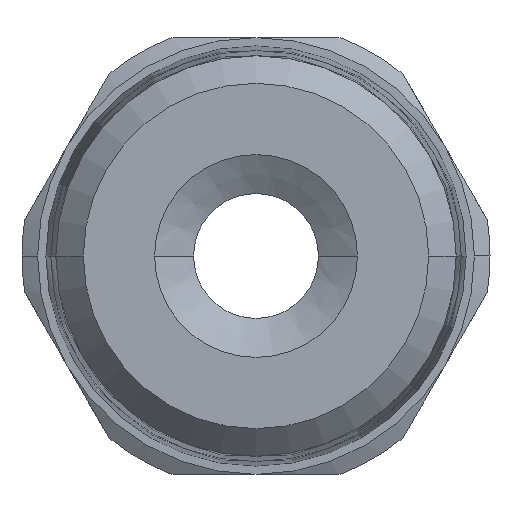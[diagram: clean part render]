
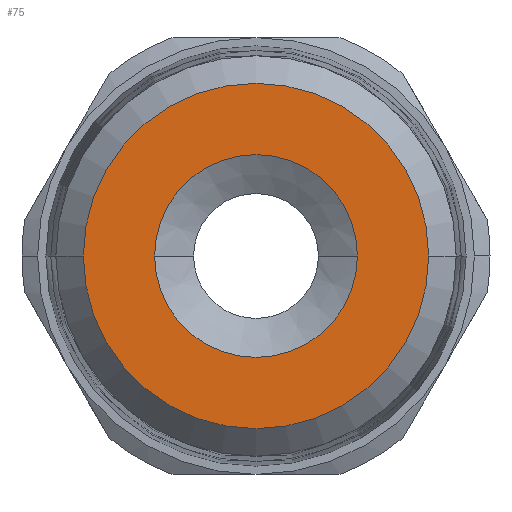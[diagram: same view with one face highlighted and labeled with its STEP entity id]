
A CAD part, left-side view. The second image highlights one B-rep face of the part: STEP entity #75.
In plain terms, the highlighted planar face has unit normal (-1, 0, 0).
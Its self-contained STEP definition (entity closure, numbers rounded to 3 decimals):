
#75=ADVANCED_FACE('',(#171,#172),#173,.T.);
#171=FACE_BOUND('',#305,.T.);
#172=FACE_OUTER_BOUND('',#306,.T.);
#173=PLANE('',#307);
#305=EDGE_LOOP('',(#589,#590));
#306=EDGE_LOOP('',(#591,#592));
#307=AXIS2_PLACEMENT_3D('',#593,#594,#595);
#589=ORIENTED_EDGE('',*,*,#944,.T.);
#590=ORIENTED_EDGE('',*,*,#943,.T.);
#591=ORIENTED_EDGE('',*,*,#925,.F.);
#592=ORIENTED_EDGE('',*,*,#953,.F.);
#593=CARTESIAN_POINT('',(-35.0,-2.767,0.0));
#594=DIRECTION('',(-1.0,0.,-0.0));
#595=DIRECTION('',(0.,1.0,0.0));
#925=EDGE_CURVE('',#1118,#1121,#1122,.T.);
#943=EDGE_CURVE('',#1150,#1152,#1154,.T.);
#944=EDGE_CURVE('',#1152,#1150,#1155,.T.);
#953=EDGE_CURVE('',#1121,#1118,#1164,.T.);
#1118=VERTEX_POINT('',#1420);
#1121=VERTEX_POINT('',#1424);
#1122=CIRCLE('',#1425,5.535);
#1150=VERTEX_POINT('',#1461);
#1152=VERTEX_POINT('',#1464);
#1154=CIRCLE('',#1467,3.25);
#1155=CIRCLE('',#1468,3.25);
#1164=CIRCLE('',#1477,5.535);
#1420=CARTESIAN_POINT('',(-35.0,-5.535,0.0));
#1424=CARTESIAN_POINT('',(-35.0,5.535,0.));
#1425=AXIS2_PLACEMENT_3D('',#1919,#1920,#1921);
#1461=CARTESIAN_POINT('',(-35.0,3.25,0.));
#1464=CARTESIAN_POINT('',(-35.0,-3.25,0.));
#1467=AXIS2_PLACEMENT_3D('',#1953,#1954,#1955);
#1468=AXIS2_PLACEMENT_3D('',#1956,#1957,#1958);
#1477=AXIS2_PLACEMENT_3D('',#1983,#1984,#1985);
#1919=CARTESIAN_POINT('',(-35.0,0.0,0.0));
#1920=DIRECTION('',(1.0,0.,0.0));
#1921=DIRECTION('',(0.,-1.0,0.0));
#1953=CARTESIAN_POINT('',(-35.0,0.0,0.0));
#1954=DIRECTION('',(1.0,0.,0.0));
#1955=DIRECTION('',(0.,1.0,0.0));
#1956=CARTESIAN_POINT('',(-35.0,0.0,0.0));
#1957=DIRECTION('',(1.0,0.,0.0));
#1958=DIRECTION('',(0.,1.0,0.0));
#1983=CARTESIAN_POINT('',(-35.0,0.0,0.0));
#1984=DIRECTION('',(1.0,0.,0.0));
#1985=DIRECTION('',(0.,-1.0,0.0));
